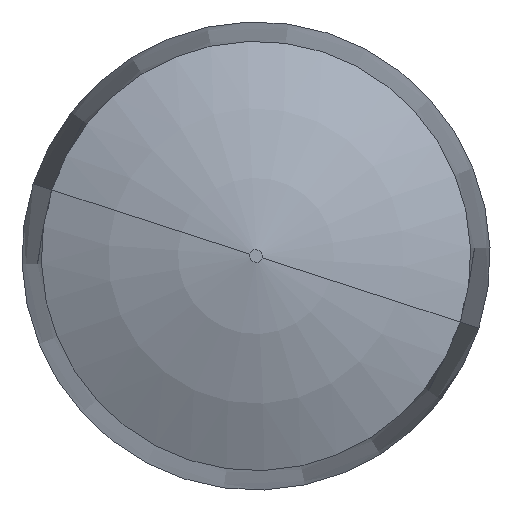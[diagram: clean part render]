
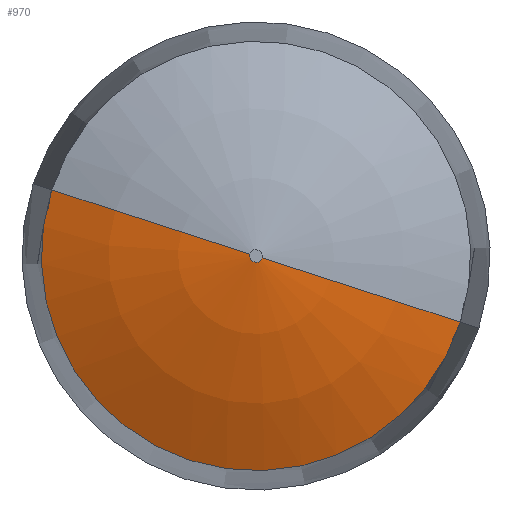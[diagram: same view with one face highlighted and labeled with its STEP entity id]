
A CAD part, left-side view. The second image highlights one B-rep face of the part: STEP entity #970.
In plain terms, the highlighted toroidal (fillet/blend) face has major radius 0.218 mm and minor radius 1.905 mm.
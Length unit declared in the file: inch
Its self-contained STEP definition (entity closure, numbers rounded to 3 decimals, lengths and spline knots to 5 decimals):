
#93 = VERTEX_POINT ( 'NONE', #648 ) ;
#164 = VERTEX_POINT ( 'NONE', #853 ) ;
#187 = EDGE_CURVE ( 'NONE', #93, #164, #1202, .T. ) ;
#215 = CIRCLE ( 'NONE', #769, 0.075 ) ;
#225 = EDGE_CURVE ( 'NONE', #1415, #761, #756, .T. ) ;
#384 = AXIS2_PLACEMENT_3D ( 'NONE', #1165, #1131, #1129 ) ;
#407 = CARTESIAN_POINT ( 'NONE',  ( -0.24, 0.00071, 0.00023 ) ) ;
#511 = EDGE_CURVE ( 'NONE', #93, #1415, #215, .T. ) ;
#632 = CARTESIAN_POINT ( 'NONE',  ( -0.16558, 0.00816, 0.00264 ) ) ;
#634 = DIRECTION ( 'NONE',  ( 0., 0.308, -0.951 ) ) ;
#637 = DIRECTION ( 'NONE',  ( 0., 0.951, 0.308 ) ) ;
#648 = CARTESIAN_POINT ( 'NONE',  ( -0.23261, 0.02386, 0.00772 ) ) ;
#756 = CIRCLE ( 'NONE', #1136, 0.00075 ) ;
#761 = VERTEX_POINT ( 'NONE', #1377 ) ;
#769 = AXIS2_PLACEMENT_3D ( 'NONE', #1543, #1541, #1531 ) ;
#853 = CARTESIAN_POINT ( 'NONE',  ( -0.23261, -0.02386, -0.00772 ) ) ;
#957 = CARTESIAN_POINT ( 'NONE',  ( -0.23261, 0., 0. ) ) ;
#960 = DIRECTION ( 'NONE',  ( -1., 0., 0. ) ) ;
#964 = DIRECTION ( 'NONE',  ( 0., 0.951, 0.308 ) ) ;
#970 = ADVANCED_FACE ( 'NONE', ( #1132 ), #1547, .T. ) ;
#1119 = EDGE_LOOP ( 'NONE', ( #1404, #1221, #1465, #1475 ) ) ;
#1129 = DIRECTION ( 'NONE',  ( 0., 0.951, 0.308 ) ) ;
#1131 = DIRECTION ( 'NONE',  ( -1., 0., 0. ) ) ;
#1132 = FACE_OUTER_BOUND ( 'NONE', #1119, .T. ) ;
#1136 = AXIS2_PLACEMENT_3D ( 'NONE', #1270, #1291, #1236 ) ;
#1165 = CARTESIAN_POINT ( 'NONE',  ( -0.16558, 0., 0. ) ) ;
#1202 = CIRCLE ( 'NONE', #1212, 0.02508 ) ;
#1212 = AXIS2_PLACEMENT_3D ( 'NONE', #957, #960, #964 ) ;
#1221 = ORIENTED_EDGE ( 'NONE', *, *, #1550, .T. ) ;
#1236 = DIRECTION ( 'NONE',  ( 0., 0.951, 0.308 ) ) ;
#1240 = CIRCLE ( 'NONE', #1542, 0.075 ) ;
#1270 = CARTESIAN_POINT ( 'NONE',  ( -0.24, 0., 0. ) ) ;
#1291 = DIRECTION ( 'NONE',  ( -1., 0., 0. ) ) ;
#1377 = CARTESIAN_POINT ( 'NONE',  ( -0.24, -0.00071, -0.00023 ) ) ;
#1404 = ORIENTED_EDGE ( 'NONE', *, *, #187, .T. ) ;
#1415 = VERTEX_POINT ( 'NONE', #407 ) ;
#1465 = ORIENTED_EDGE ( 'NONE', *, *, #225, .F. ) ;
#1475 = ORIENTED_EDGE ( 'NONE', *, *, #511, .F. ) ;
#1531 = DIRECTION ( 'NONE',  ( 0., -0.951, -0.308 ) ) ;
#1541 = DIRECTION ( 'NONE',  ( 0., -0.308, 0.951 ) ) ;
#1542 = AXIS2_PLACEMENT_3D ( 'NONE', #632, #634, #637 ) ;
#1543 = CARTESIAN_POINT ( 'NONE',  ( -0.16558, -0.00816, -0.00264 ) ) ;
#1547 = TOROIDAL_SURFACE ( 'NONE', #384, -0.00858, 0.075 ) ;
#1550 = EDGE_CURVE ( 'NONE', #164, #761, #1240, .T. ) ;
